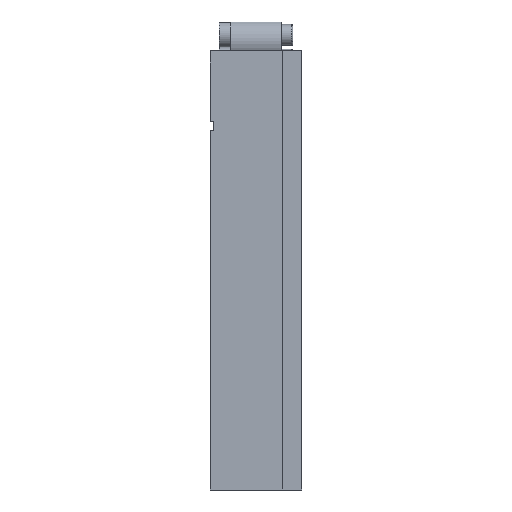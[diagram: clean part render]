
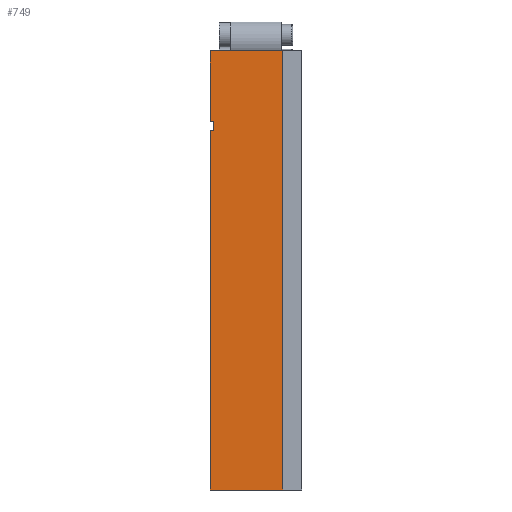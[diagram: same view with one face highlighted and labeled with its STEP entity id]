
A CAD part, left-side view. The second image highlights one B-rep face of the part: STEP entity #749.
In plain terms, the highlighted planar face has unit normal (-1, 0, 0).
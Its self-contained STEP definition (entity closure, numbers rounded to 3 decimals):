
#99=LINE('',#1157,#169);
#101=LINE('',#1163,#171);
#104=LINE('',#1168,#174);
#111=LINE('',#1182,#181);
#115=LINE('',#1192,#185);
#142=LINE('',#1264,#212);
#143=LINE('',#1266,#213);
#144=LINE('',#1267,#214);
#169=VECTOR('',#935,10.);
#171=VECTOR('',#939,10.);
#174=VECTOR('',#944,10.);
#181=VECTOR('',#955,10.);
#185=VECTOR('',#963,10.);
#212=VECTOR('',#1032,10.);
#213=VECTOR('',#1033,10.);
#214=VECTOR('',#1034,10.);
#265=FACE_OUTER_BOUND('',#308,.T.);
#308=EDGE_LOOP('',(#648,#649,#650,#651,#652,#653,#654,#655));
#359=VERTEX_POINT('',#1151);
#361=VERTEX_POINT('',#1155);
#362=VERTEX_POINT('',#1159);
#364=VERTEX_POINT('',#1162);
#370=VERTEX_POINT('',#1181);
#374=VERTEX_POINT('',#1191);
#398=VERTEX_POINT('',#1263);
#399=VERTEX_POINT('',#1265);
#433=EDGE_CURVE('',#359,#361,#99,.T.);
#435=EDGE_CURVE('',#364,#362,#101,.T.);
#438=EDGE_CURVE('',#361,#364,#104,.T.);
#445=EDGE_CURVE('',#359,#370,#111,.T.);
#450=EDGE_CURVE('',#370,#374,#115,.T.);
#486=EDGE_CURVE('',#398,#362,#142,.T.);
#487=EDGE_CURVE('',#398,#399,#143,.T.);
#488=EDGE_CURVE('',#399,#374,#144,.T.);
#648=ORIENTED_EDGE('',*,*,#435,.T.);
#649=ORIENTED_EDGE('',*,*,#486,.F.);
#650=ORIENTED_EDGE('',*,*,#487,.T.);
#651=ORIENTED_EDGE('',*,*,#488,.T.);
#652=ORIENTED_EDGE('',*,*,#450,.F.);
#653=ORIENTED_EDGE('',*,*,#445,.F.);
#654=ORIENTED_EDGE('',*,*,#433,.T.);
#655=ORIENTED_EDGE('',*,*,#438,.T.);
#709=PLANE('',#830);
#749=ADVANCED_FACE('',(#265),#709,.T.);
#830=AXIS2_PLACEMENT_3D('',#1262,#1030,#1031);
#935=DIRECTION('',(0.,-1.,0.));
#939=DIRECTION('',(0.,1.,0.));
#944=DIRECTION('',(0.,0.,-1.));
#955=DIRECTION('',(0.,0.,1.));
#963=DIRECTION('',(0.,-1.,0.));
#1030=DIRECTION('center_axis',(-1.,0.,0.));
#1031=DIRECTION('ref_axis',(0.,-1.,0.));
#1032=DIRECTION('',(0.,0.,1.));
#1033=DIRECTION('',(0.,-1.,0.));
#1034=DIRECTION('',(0.,0.,1.));
#1151=CARTESIAN_POINT('',(-9.8,23.5,189.));
#1155=CARTESIAN_POINT('',(-9.8,21.6,189.));
#1157=CARTESIAN_POINT('',(-9.8,23.5,189.));
#1159=CARTESIAN_POINT('',(-9.8,23.5,184.));
#1162=CARTESIAN_POINT('',(-9.8,21.6,184.));
#1163=CARTESIAN_POINT('',(-9.8,23.5,184.));
#1168=CARTESIAN_POINT('',(-9.8,21.6,93.25));
#1181=CARTESIAN_POINT('',(-9.8,23.5,225.));
#1182=CARTESIAN_POINT('',(-9.8,23.5,0.));
#1191=CARTESIAN_POINT('',(-9.8,-13.71,225.));
#1192=CARTESIAN_POINT('',(-9.8,23.5,225.));
#1262=CARTESIAN_POINT('Origin',(-9.8,23.5,0.));
#1263=CARTESIAN_POINT('',(-9.8,23.5,0.));
#1264=CARTESIAN_POINT('',(-9.8,23.5,0.));
#1265=CARTESIAN_POINT('',(-9.8,-13.71,0.));
#1266=CARTESIAN_POINT('',(-9.8,23.5,0.));
#1267=CARTESIAN_POINT('',(-9.8,-13.71,0.));
